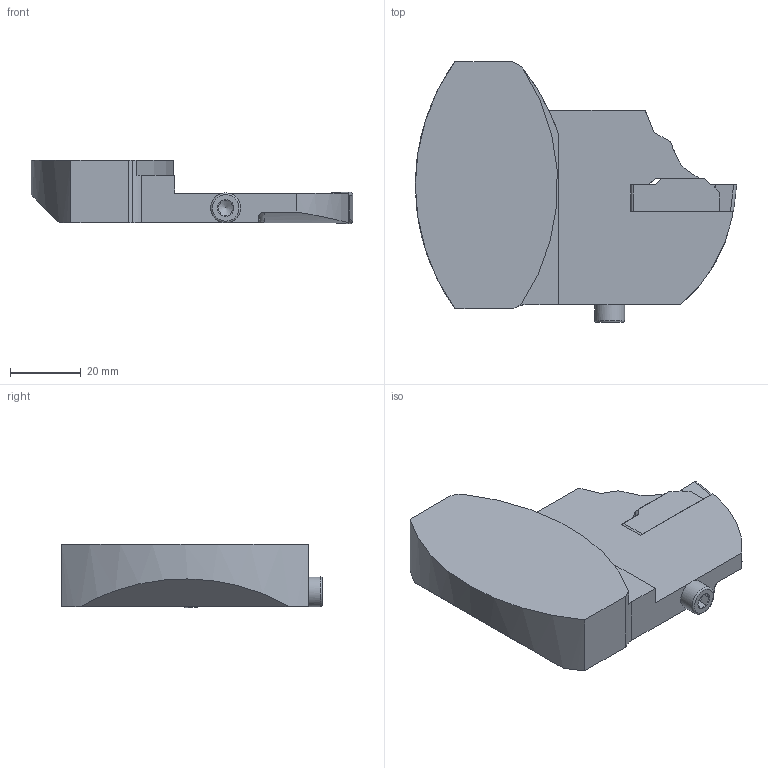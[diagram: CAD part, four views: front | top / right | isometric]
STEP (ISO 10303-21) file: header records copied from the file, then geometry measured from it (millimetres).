
FILE_DESCRIPTION(/* description */ (''),/* implementation_level */ '2;1');
FILE_NAME(/* name */ '1567064668749.stp',/* time_stamp */ '2019-08-29T13:14:39+06:00',/* author */ (''),/* organization */ ('SMS'),/* preprocessor_version */ 'ST-DEVELOPER v15',/* originating_system */ 'SIEMENS PLM Software NX 8.5',/* authorisation */ '');
FILE_SCHEMA (('AUTOMOTIVE_DESIGN { 1 0 10303 214 3 1 1 1 }'));
Length unit declared in the file: millimetre
Products named in the file (4): 202498405mod000_00; ASSEMBLY_CONSTRUCTION; 202507128mod000_00; 202507130mod000_00
Assembly tree (3 placements, depth 2):
  202507130mod000_00
    202507128mod000_00
    ASSEMBLY_CONSTRUCTION
    202498405mod000_00
Bounding box: 91.1 x 73.9 x 18 mm (x, y, z)
Volume: 59305.4 mm3; surface area: 14895.9 mm2
Topology: 2 solids, 3 shells, 80 faces, 210 edges, 145 vertices
Faces by surface type: plane 43, cylinder 18, bspline 8, cone 8, torus 3
Full cylindrical faces by diameter (mm): 8.5 x1, 11.8 x1
Entity records: 2847 total; most frequent: CARTESIAN_POINT 797, ORIENTED_EDGE 396, DIRECTION 376, EDGE_CURVE 198, AXIS2_PLACEMENT_3D 136, VERTEX_POINT 130, LINE 104, VECTOR 104
